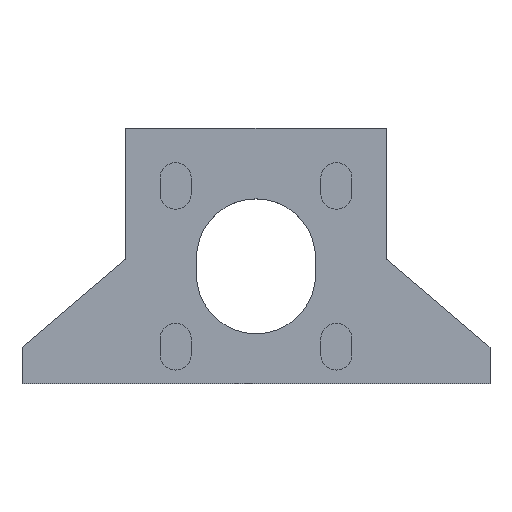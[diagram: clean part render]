
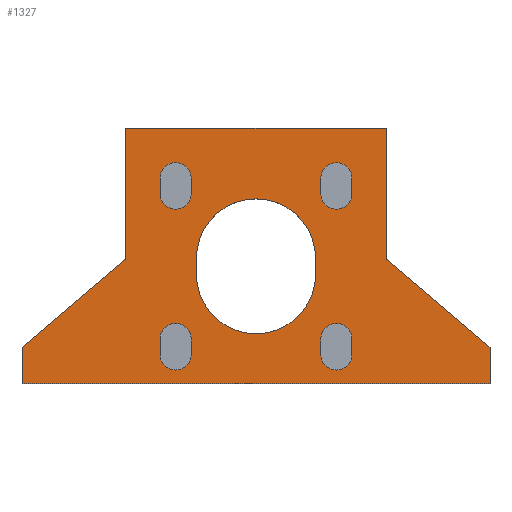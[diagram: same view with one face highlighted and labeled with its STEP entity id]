
A CAD part, top view. The second image highlights one B-rep face of the part: STEP entity #1327.
In plain terms, the highlighted planar face has unit normal (0, 0, 1).
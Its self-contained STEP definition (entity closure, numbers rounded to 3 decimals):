
#41=FACE_BOUND('',#246,.T.);
#42=FACE_BOUND('',#247,.T.);
#43=FACE_BOUND('',#248,.T.);
#44=FACE_BOUND('',#249,.T.);
#45=FACE_BOUND('',#250,.T.);
#52=CIRCLE('',#1364,11.5);
#54=CIRCLE('',#1368,11.5);
#79=CIRCLE('',#1423,3.);
#81=CIRCLE('',#1427,3.);
#83=CIRCLE('',#1432,3.);
#85=CIRCLE('',#1436,3.);
#87=CIRCLE('',#1441,3.);
#89=CIRCLE('',#1445,3.);
#91=CIRCLE('',#1450,3.);
#93=CIRCLE('',#1454,3.);
#165=FACE_OUTER_BOUND('',#245,.T.);
#245=EDGE_LOOP('',(#1119,#1120,#1121,#1122,#1123,#1124,#1125,#1126));
#246=EDGE_LOOP('',(#1127,#1128,#1129,#1130));
#247=EDGE_LOOP('',(#1131,#1132,#1133,#1134));
#248=EDGE_LOOP('',(#1135,#1136,#1137,#1138));
#249=EDGE_LOOP('',(#1139,#1140,#1141,#1142));
#250=EDGE_LOOP('',(#1143,#1144,#1145,#1146));
#283=LINE('',#1896,#421);
#295=LINE('',#1923,#433);
#299=LINE('',#1932,#437);
#304=LINE('',#1942,#442);
#309=LINE('',#1956,#447);
#348=LINE('',#2092,#486);
#353=LINE('',#2106,#491);
#356=LINE('',#2117,#494);
#361=LINE('',#2131,#499);
#364=LINE('',#2142,#502);
#369=LINE('',#2156,#507);
#372=LINE('',#2167,#510);
#377=LINE('',#2181,#515);
#383=LINE('',#2196,#521);
#386=LINE('',#2202,#524);
#387=LINE('',#2205,#525);
#390=LINE('',#2210,#528);
#391=LINE('',#2211,#529);
#421=VECTOR('',#1505,10.);
#433=VECTOR('',#1527,10.);
#437=VECTOR('',#1535,10.);
#442=VECTOR('',#1544,10.);
#447=VECTOR('',#1557,10.);
#486=VECTOR('',#1706,10.);
#491=VECTOR('',#1719,10.);
#494=VECTOR('',#1732,10.);
#499=VECTOR('',#1745,10.);
#502=VECTOR('',#1758,10.);
#507=VECTOR('',#1771,10.);
#510=VECTOR('',#1784,10.);
#515=VECTOR('',#1797,10.);
#521=VECTOR('',#1815,10.);
#524=VECTOR('',#1820,10.);
#525=VECTOR('',#1823,10.);
#528=VECTOR('',#1828,10.);
#529=VECTOR('',#1829,10.);
#554=VERTEX_POINT('',#1893);
#555=VERTEX_POINT('',#1895);
#565=VERTEX_POINT('',#1922);
#567=VERTEX_POINT('',#1930);
#568=VERTEX_POINT('',#1931);
#570=VERTEX_POINT('',#1940);
#571=VERTEX_POINT('',#1941);
#574=VERTEX_POINT('',#1949);
#576=VERTEX_POINT('',#1955);
#617=VERTEX_POINT('',#2090);
#618=VERTEX_POINT('',#2091);
#621=VERTEX_POINT('',#2099);
#623=VERTEX_POINT('',#2105);
#625=VERTEX_POINT('',#2115);
#626=VERTEX_POINT('',#2116);
#629=VERTEX_POINT('',#2124);
#631=VERTEX_POINT('',#2130);
#633=VERTEX_POINT('',#2140);
#634=VERTEX_POINT('',#2141);
#637=VERTEX_POINT('',#2149);
#639=VERTEX_POINT('',#2155);
#641=VERTEX_POINT('',#2165);
#642=VERTEX_POINT('',#2166);
#645=VERTEX_POINT('',#2174);
#647=VERTEX_POINT('',#2180);
#650=VERTEX_POINT('',#2194);
#652=VERTEX_POINT('',#2200);
#653=VERTEX_POINT('',#2204);
#679=EDGE_CURVE('',#555,#554,#283,.T.);
#692=EDGE_CURVE('',#565,#554,#295,.T.);
#696=EDGE_CURVE('',#567,#568,#299,.T.);
#701=EDGE_CURVE('',#570,#571,#304,.T.);
#705=EDGE_CURVE('',#574,#570,#52,.T.);
#708=EDGE_CURVE('',#576,#574,#309,.T.);
#711=EDGE_CURVE('',#571,#576,#54,.T.);
#772=EDGE_CURVE('',#617,#618,#348,.T.);
#776=EDGE_CURVE('',#621,#617,#79,.T.);
#779=EDGE_CURVE('',#623,#621,#353,.T.);
#782=EDGE_CURVE('',#618,#623,#81,.T.);
#784=EDGE_CURVE('',#625,#626,#356,.T.);
#788=EDGE_CURVE('',#629,#625,#83,.T.);
#791=EDGE_CURVE('',#631,#629,#361,.T.);
#794=EDGE_CURVE('',#626,#631,#85,.T.);
#796=EDGE_CURVE('',#633,#634,#364,.T.);
#800=EDGE_CURVE('',#637,#633,#87,.T.);
#803=EDGE_CURVE('',#639,#637,#369,.T.);
#806=EDGE_CURVE('',#634,#639,#89,.T.);
#808=EDGE_CURVE('',#641,#642,#372,.T.);
#812=EDGE_CURVE('',#645,#641,#91,.T.);
#815=EDGE_CURVE('',#647,#645,#377,.T.);
#818=EDGE_CURVE('',#642,#647,#93,.T.);
#823=EDGE_CURVE('',#567,#650,#383,.T.);
#826=EDGE_CURVE('',#565,#652,#386,.T.);
#827=EDGE_CURVE('',#653,#568,#387,.T.);
#830=EDGE_CURVE('',#652,#653,#390,.T.);
#831=EDGE_CURVE('',#650,#555,#391,.T.);
#1119=ORIENTED_EDGE('',*,*,#679,.T.);
#1120=ORIENTED_EDGE('',*,*,#692,.F.);
#1121=ORIENTED_EDGE('',*,*,#826,.T.);
#1122=ORIENTED_EDGE('',*,*,#830,.T.);
#1123=ORIENTED_EDGE('',*,*,#827,.T.);
#1124=ORIENTED_EDGE('',*,*,#696,.F.);
#1125=ORIENTED_EDGE('',*,*,#823,.T.);
#1126=ORIENTED_EDGE('',*,*,#831,.T.);
#1127=ORIENTED_EDGE('',*,*,#701,.T.);
#1128=ORIENTED_EDGE('',*,*,#711,.T.);
#1129=ORIENTED_EDGE('',*,*,#708,.T.);
#1130=ORIENTED_EDGE('',*,*,#705,.T.);
#1131=ORIENTED_EDGE('',*,*,#772,.T.);
#1132=ORIENTED_EDGE('',*,*,#782,.T.);
#1133=ORIENTED_EDGE('',*,*,#779,.T.);
#1134=ORIENTED_EDGE('',*,*,#776,.T.);
#1135=ORIENTED_EDGE('',*,*,#784,.T.);
#1136=ORIENTED_EDGE('',*,*,#794,.T.);
#1137=ORIENTED_EDGE('',*,*,#791,.T.);
#1138=ORIENTED_EDGE('',*,*,#788,.T.);
#1139=ORIENTED_EDGE('',*,*,#796,.T.);
#1140=ORIENTED_EDGE('',*,*,#806,.T.);
#1141=ORIENTED_EDGE('',*,*,#803,.T.);
#1142=ORIENTED_EDGE('',*,*,#800,.T.);
#1143=ORIENTED_EDGE('',*,*,#808,.T.);
#1144=ORIENTED_EDGE('',*,*,#818,.T.);
#1145=ORIENTED_EDGE('',*,*,#815,.T.);
#1146=ORIENTED_EDGE('',*,*,#812,.T.);
#1251=PLANE('',#1461);
#1327=ADVANCED_FACE('',(#165,#41,#42,#43,#44,#45),#1251,.T.);
#1364=AXIS2_PLACEMENT_3D('',#1950,#1550,#1551);
#1368=AXIS2_PLACEMENT_3D('',#1961,#1562,#1563);
#1423=AXIS2_PLACEMENT_3D('',#2100,#1712,#1713);
#1427=AXIS2_PLACEMENT_3D('',#2111,#1724,#1725);
#1432=AXIS2_PLACEMENT_3D('',#2125,#1738,#1739);
#1436=AXIS2_PLACEMENT_3D('',#2136,#1750,#1751);
#1441=AXIS2_PLACEMENT_3D('',#2150,#1764,#1765);
#1445=AXIS2_PLACEMENT_3D('',#2161,#1776,#1777);
#1450=AXIS2_PLACEMENT_3D('',#2175,#1790,#1791);
#1454=AXIS2_PLACEMENT_3D('',#2186,#1802,#1803);
#1461=AXIS2_PLACEMENT_3D('',#2209,#1826,#1827);
#1505=DIRECTION('',(0.,-1.,0.));
#1527=DIRECTION('',(0.762,0.648,0.));
#1535=DIRECTION('',(0.762,-0.648,0.));
#1544=DIRECTION('',(0.,-1.,0.));
#1550=DIRECTION('center_axis',(0.,0.,-1.));
#1551=DIRECTION('ref_axis',(1.,0.,0.));
#1557=DIRECTION('',(0.,1.,0.));
#1562=DIRECTION('center_axis',(0.,0.,-1.));
#1563=DIRECTION('ref_axis',(-1.,0.,0.));
#1706=DIRECTION('',(0.,-1.,0.));
#1712=DIRECTION('center_axis',(0.,0.,-1.));
#1713=DIRECTION('ref_axis',(1.,0.,0.));
#1719=DIRECTION('',(0.,1.,0.));
#1724=DIRECTION('center_axis',(0.,0.,-1.));
#1725=DIRECTION('ref_axis',(-1.,0.,0.));
#1732=DIRECTION('',(0.,-1.,0.));
#1738=DIRECTION('center_axis',(0.,0.,-1.));
#1739=DIRECTION('ref_axis',(1.,0.,0.));
#1745=DIRECTION('',(0.,1.,0.));
#1750=DIRECTION('center_axis',(0.,0.,-1.));
#1751=DIRECTION('ref_axis',(-1.,0.,0.));
#1758=DIRECTION('',(0.,1.,0.));
#1764=DIRECTION('center_axis',(0.,0.,-1.));
#1765=DIRECTION('ref_axis',(-1.,0.,0.));
#1771=DIRECTION('',(0.,-1.,0.));
#1776=DIRECTION('center_axis',(0.,0.,-1.));
#1777=DIRECTION('ref_axis',(1.,0.,0.));
#1784=DIRECTION('',(0.,-1.,0.));
#1790=DIRECTION('center_axis',(0.,0.,-1.));
#1791=DIRECTION('ref_axis',(1.,0.,0.));
#1797=DIRECTION('',(0.,1.,0.));
#1802=DIRECTION('center_axis',(0.,0.,-1.));
#1803=DIRECTION('ref_axis',(-1.,0.,0.));
#1815=DIRECTION('',(0.,1.,0.));
#1820=DIRECTION('',(0.,-1.,0.));
#1823=DIRECTION('',(0.,1.,0.));
#1826=DIRECTION('center_axis',(0.,0.,1.));
#1827=DIRECTION('ref_axis',(1.,0.,0.));
#1828=DIRECTION('',(1.,0.,0.));
#1829=DIRECTION('',(-1.,0.,0.));
#1893=CARTESIAN_POINT('',(-25.1,-0.6,20.));
#1895=CARTESIAN_POINT('',(-25.1,24.6,20.));
#1896=CARTESIAN_POINT('',(-25.1,12.3,20.));
#1922=CARTESIAN_POINT('',(-45.1,-17.6,20.));
#1923=CARTESIAN_POINT('',(-45.1,-17.6,20.));
#1930=CARTESIAN_POINT('',(25.1,-0.6,20.));
#1931=CARTESIAN_POINT('',(45.1,-17.6,20.));
#1932=CARTESIAN_POINT('',(25.1,-0.6,20.));
#1940=CARTESIAN_POINT('',(11.5,-0.5,20.));
#1941=CARTESIAN_POINT('',(11.5,-3.5,20.));
#1942=CARTESIAN_POINT('',(11.5,-0.25,20.));
#1949=CARTESIAN_POINT('',(-11.5,-0.5,20.));
#1950=CARTESIAN_POINT('Origin',(0.,-0.5,
20.));
#1955=CARTESIAN_POINT('',(-11.5,-3.5,20.));
#1956=CARTESIAN_POINT('',(-11.5,-1.75,20.));
#1961=CARTESIAN_POINT('Origin',(0.,-3.5,20.));
#2090=CARTESIAN_POINT('',(18.5,15.,20.));
#2091=CARTESIAN_POINT('',(18.5,12.,20.));
#2092=CARTESIAN_POINT('',(18.5,7.5,20.));
#2099=CARTESIAN_POINT('',(12.5,15.,20.));
#2100=CARTESIAN_POINT('Origin',(15.5,15.,20.));
#2105=CARTESIAN_POINT('',(12.5,12.,20.));
#2106=CARTESIAN_POINT('',(12.5,6.,20.));
#2111=CARTESIAN_POINT('Origin',(15.5,12.,20.));
#2115=CARTESIAN_POINT('',(-12.5,15.,20.));
#2116=CARTESIAN_POINT('',(-12.5,12.,20.));
#2117=CARTESIAN_POINT('',(-12.5,7.5,20.));
#2124=CARTESIAN_POINT('',(-18.5,15.,20.));
#2125=CARTESIAN_POINT('Origin',(-15.5,15.,20.));
#2130=CARTESIAN_POINT('',(-18.5,12.,20.));
#2131=CARTESIAN_POINT('',(-18.5,6.,20.));
#2136=CARTESIAN_POINT('Origin',(-15.5,12.,20.));
#2140=CARTESIAN_POINT('',(12.5,-19.,20.));
#2141=CARTESIAN_POINT('',(12.5,-16.,20.));
#2142=CARTESIAN_POINT('',(12.5,-9.5,20.));
#2149=CARTESIAN_POINT('',(18.5,-19.,20.));
#2150=CARTESIAN_POINT('Origin',(15.5,-19.,20.));
#2155=CARTESIAN_POINT('',(18.5,-16.,20.));
#2156=CARTESIAN_POINT('',(18.5,-8.,20.));
#2161=CARTESIAN_POINT('Origin',(15.5,-16.,20.));
#2165=CARTESIAN_POINT('',(-12.5,-16.,20.));
#2166=CARTESIAN_POINT('',(-12.5,-19.,20.));
#2167=CARTESIAN_POINT('',(-12.5,-8.,20.));
#2174=CARTESIAN_POINT('',(-18.5,-16.,20.));
#2175=CARTESIAN_POINT('Origin',(-15.5,-16.,20.));
#2180=CARTESIAN_POINT('',(-18.5,-19.,20.));
#2181=CARTESIAN_POINT('',(-18.5,-9.5,20.));
#2186=CARTESIAN_POINT('Origin',(-15.5,-19.,20.));
#2194=CARTESIAN_POINT('',(25.1,24.6,20.));
#2196=CARTESIAN_POINT('',(25.1,12.3,20.));
#2200=CARTESIAN_POINT('',(-45.1,-24.6,20.));
#2202=CARTESIAN_POINT('',(-45.1,-24.6,20.));
#2204=CARTESIAN_POINT('',(45.1,-24.6,20.));
#2205=CARTESIAN_POINT('',(45.1,24.6,20.));
#2209=CARTESIAN_POINT('Origin',(0.,0.,20.));
#2210=CARTESIAN_POINT('',(45.1,-24.6,20.));
#2211=CARTESIAN_POINT('',(-45.1,24.6,20.));
